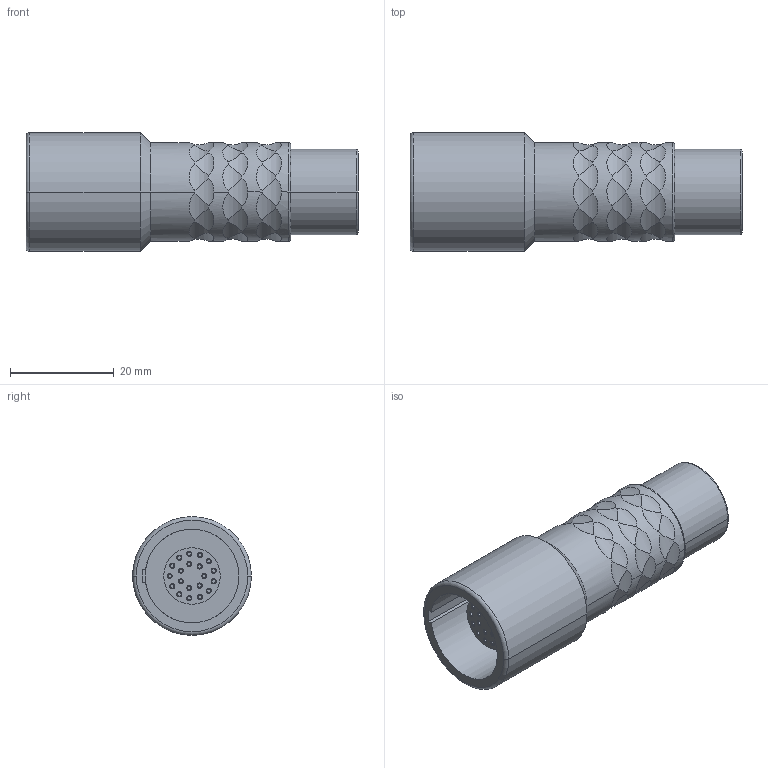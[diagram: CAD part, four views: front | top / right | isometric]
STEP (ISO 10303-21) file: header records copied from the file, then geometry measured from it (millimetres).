
FILE_DESCRIPTION((''),'2;1');
FILE_NAME('K13K0C-P20L','2013-02-05T',('RTrager'),(''),'PRO/ENGINEER BY PARAMETRIC TECHNOLOGY CORPORATION, 2010330','PRO/ENGINEER BY PARAMETRIC TECHNOLOGY CORPORATION, 2010330','');
FILE_SCHEMA(('CONFIG_CONTROL_DESIGN'));
Length unit declared in the file: millimetre
Products named in the file (1): K13K0C-P20L
Bounding box: 64 x 22.9 x 22.9 mm (x, y, z)
Volume: 13004 mm3; surface area: 8110.2 mm2
Topology: 1 solids, 1 shells, 399 faces, 997 edges, 646 vertices
Faces by surface type: cylinder 244, plane 78, cone 42, torus 26, bspline 9
Entity records: 16285 total; most frequent: CARTESIAN_POINT 6924, ORIENTED_EDGE 1994, DIRECTION 1895, EDGE_CURVE 997, AXIS2_PLACEMENT_3D 797, VERTEX_POINT 646, EDGE_LOOP 445, CIRCLE 407
